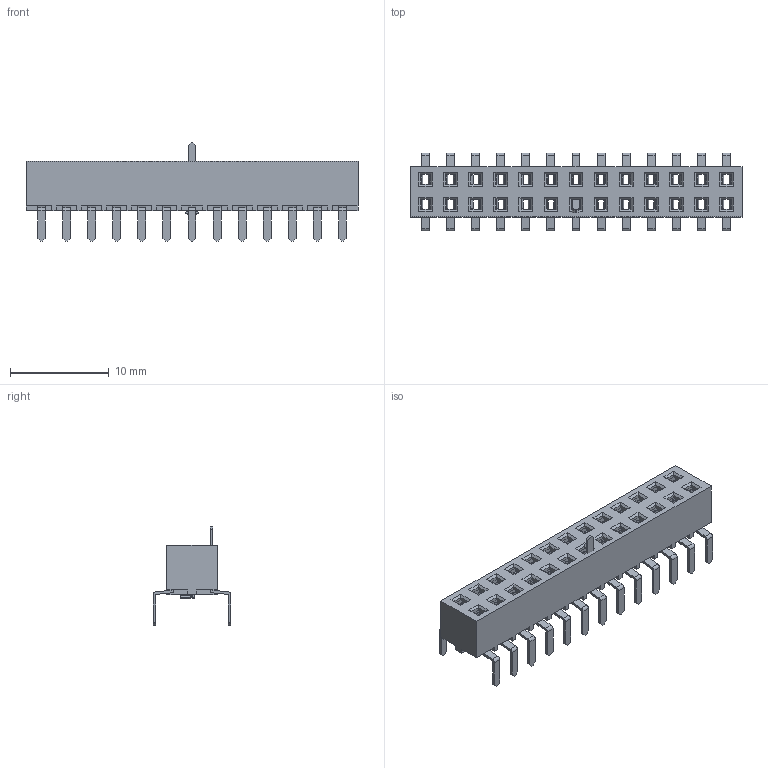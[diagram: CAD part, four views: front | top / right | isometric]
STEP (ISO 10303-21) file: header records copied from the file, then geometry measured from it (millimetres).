
FILE_DESCRIPTION( ( 'Unknown' ), '1' );
FILE_NAME( '613026216921.stp', 'Unknown', ( 'Unknown' ), ( 'Unknown' ), 'PSStep 14.0', 'Unknown', ' ' );
FILE_SCHEMA( ( 'AUTOMOTIVE_DESIGN { 1 0 10303 214 1 1 1 1 }' ) );
Length unit declared in the file: millimetre
Products named in the file (3): Assem1; 6130xx216921_PIN; 613026216921
Bounding box: 33.62 x 7.87 x 10 mm (x, y, z)
Volume: 987.3 mm3; surface area: 4101.2 mm2
Topology: 29 solids, 29 shells, 2738 faces, 7292 edges, 4612 vertices
Faces by surface type: plane 1874, cylinder 864
Entity records: 17380 total; most frequent: CARTESIAN_POINT 2476, ORIENTED_EDGE 2392, DIRECTION 2184, EDGE_CURVE 1196, LINE 1128, VECTOR 1128, VERTEX_POINT 756, AXIS2_PLACEMENT_3D 528
